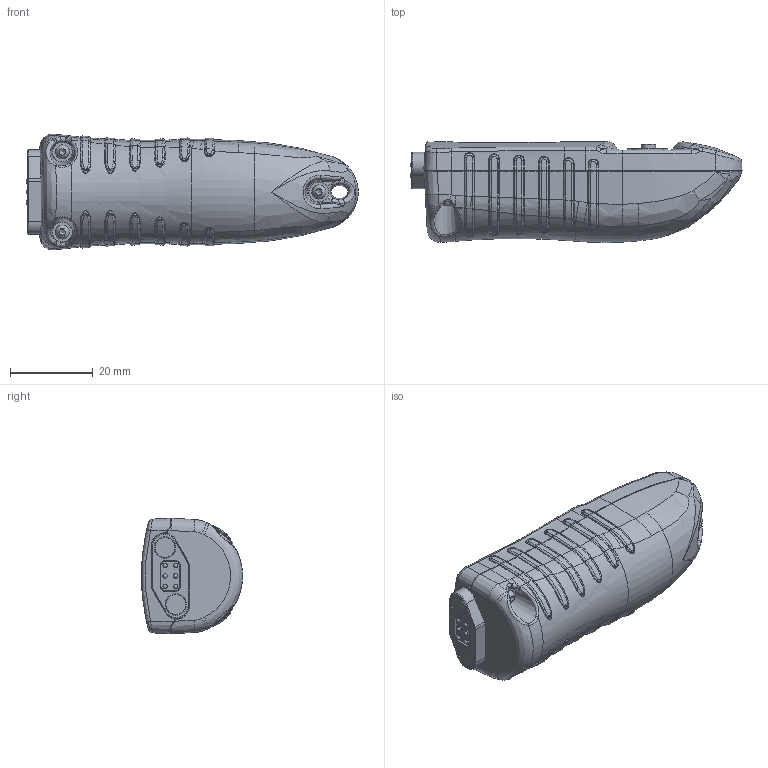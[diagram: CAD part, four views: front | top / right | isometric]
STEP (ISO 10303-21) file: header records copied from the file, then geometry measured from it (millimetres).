
FILE_DESCRIPTION (( 'STEP AP214' ), '1' );
FILE_NAME ('GH1.DA4.BG0.077.STEP', '2020-12-17T11:46:25', ( '' ), ( '' ), 'SwSTEP 2.0', 'SolidWorks 2017', '' );
FILE_SCHEMA (( 'AUTOMOTIVE_DESIGN' ));
Length unit declared in the file: millimetre
Products named in the file (20): 1813-S1-006-10-014101; GH1-DA1.BGu.077_C; Schalter; GH1-DA1.BGo.077_A; Kabel und stecker; Anzeigeplatine-Stick6; 22 x 8 WN 5451 6IP; K 18 x 5 WN 1452 6IP; EL1-DA3.BGK.077_Ohne Batterien; GH1.DA4.BG0.077; DIN 3771 - 0.5x4.5; 971136; AH1-DA1.005.021_B_Planfl„che; Halterung_AAA_Baterie; EL1-DA4.BG0.077; Dünnglas 0.5+0.1mm; Display-1_180ø; DIN 3771 - 1x14.5; S-05-05-N; TESA_Band
Assembly tree (26 placements, depth 4):
  GH1.DA4.BG0.077
    GH1-DA1.BGo.077_A
    GH1-DA1.BGu.077_C
    EL1-DA4.BG0.077
      AH1-DA1.005.021_B_Planfl„che
      1813-S1-006-10-014101
      S-05-05-N  x2
      EL1-DA3.BGK.077_Ohne Batterien
        Anzeigeplatine-Stick6
        Schalter  x2
        Display-1_180ø
        Halterung_AAA_Baterie
        TESA_Band
        Kabel und stecker
    Dünnglas 0.5+0.1mm
    DIN 3771 - 1x14.5
    971136
    DIN 3771 - 0.5x4.5  x2
    K 18 x 5 WN 1452 6IP  x3
    22 x 8 WN 5451 6IP  x3
Bounding box: 80.36 x 24.46 x 28 mm (x, y, z)
Volume: 20759.2 mm3; surface area: 23168.7 mm2
Topology: 26 solids, 26 shells, 3004 faces, 7310 edges, 4335 vertices
Faces by surface type: bspline 1360, plane 578, cylinder 479, torus 321, cone 206, sphere 60
Full cylindrical faces by diameter (mm): 0.8 x7, 1.07 x6, 1.38 x6, 1.402 x3, 1.5 x3, 1.88 x3, 2 x3, 2.25 x3, 2.5 x3, 3.2 x3, 3.5 x2, 4.5 x2, 4.8 x3, 5 x2, 5.2 x2, 10.2 x1
Entity records: 112573 total; most frequent: CARTESIAN_POINT 55256, ORIENTED_EDGE 12112, DIRECTION 8682, EDGE_CURVE 6056, VERTEX_POINT 3662, AXIS2_PLACEMENT_3D 3560, EDGE_LOOP 2788, FACE_OUTER_BOUND 2665
